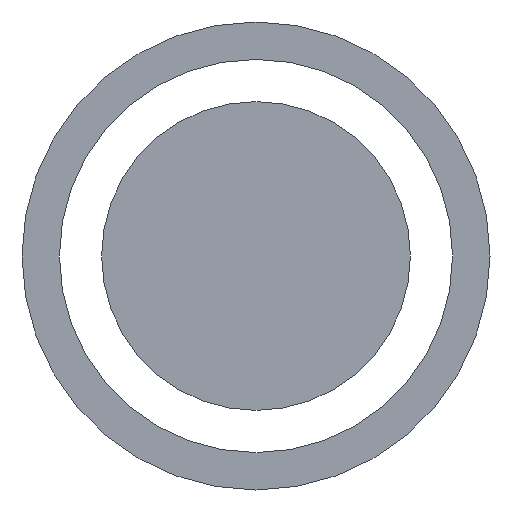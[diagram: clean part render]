
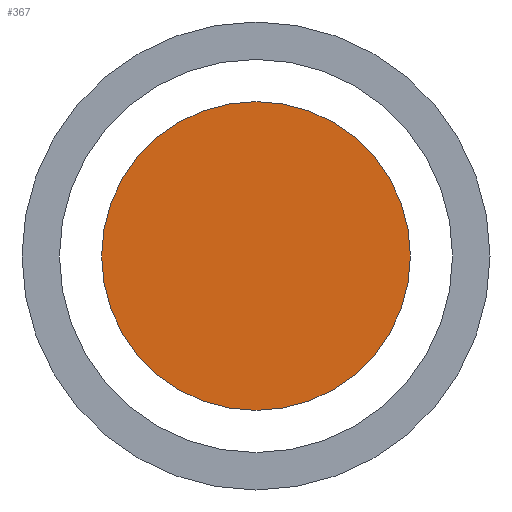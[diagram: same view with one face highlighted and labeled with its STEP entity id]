
A CAD part, front view. The second image highlights one B-rep face of the part: STEP entity #367.
In plain terms, the highlighted planar face has unit normal (0, 1, 0).
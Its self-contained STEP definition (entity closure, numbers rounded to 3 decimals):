
#5 = CIRCLE ( 'NONE', #39, 3.3 ) ;
#39 = AXIS2_PLACEMENT_3D ( 'NONE', #402, #331, #220 ) ;
#40 = VERTEX_POINT ( 'NONE', #150 ) ;
#67 = AXIS2_PLACEMENT_3D ( 'NONE', #196, #460, #169 ) ;
#115 = EDGE_CURVE ( 'NONE', #40, #397, #5, .T. ) ;
#150 = CARTESIAN_POINT ( 'NONE',  ( -8.732, 33.988, 0. ) ) ;
#160 = ORIENTED_EDGE ( 'NONE', *, *, #281, .F. ) ;
#169 = DIRECTION ( 'NONE',  ( -1., 0., 0. ) ) ;
#170 = CIRCLE ( 'NONE', #335, 3.3 ) ;
#196 = CARTESIAN_POINT ( 'NONE',  ( -2.132, 33.988, 0. ) ) ;
#200 = CARTESIAN_POINT ( 'NONE',  ( -2.132, 33.988, 0. ) ) ;
#220 = DIRECTION ( 'NONE',  ( 1., 0., 0. ) ) ;
#230 = ORIENTED_EDGE ( 'NONE', *, *, #115, .F. ) ;
#238 = DIRECTION ( 'NONE',  ( 1., 0., 0. ) ) ;
#247 = EDGE_LOOP ( 'NONE', ( #160, #230 ) ) ;
#281 = EDGE_CURVE ( 'NONE', #397, #40, #170, .T. ) ;
#309 = CARTESIAN_POINT ( 'NONE',  ( -5.432, 33.988, 0. ) ) ;
#331 = DIRECTION ( 'NONE',  ( 0., -1., 0. ) ) ;
#335 = AXIS2_PLACEMENT_3D ( 'NONE', #309, #456, #238 ) ;
#367 = ADVANCED_FACE ( 'NONE', ( #450 ), #421, .T. ) ;
#397 = VERTEX_POINT ( 'NONE', #200 ) ;
#402 = CARTESIAN_POINT ( 'NONE',  ( -5.432, 33.988, 0. ) ) ;
#421 = PLANE ( 'NONE',  #67 ) ;
#450 = FACE_OUTER_BOUND ( 'NONE', #247, .T. ) ;
#456 = DIRECTION ( 'NONE',  ( 0., -1., 0. ) ) ;
#460 = DIRECTION ( 'NONE',  ( 0., 1., 0. ) ) ;
